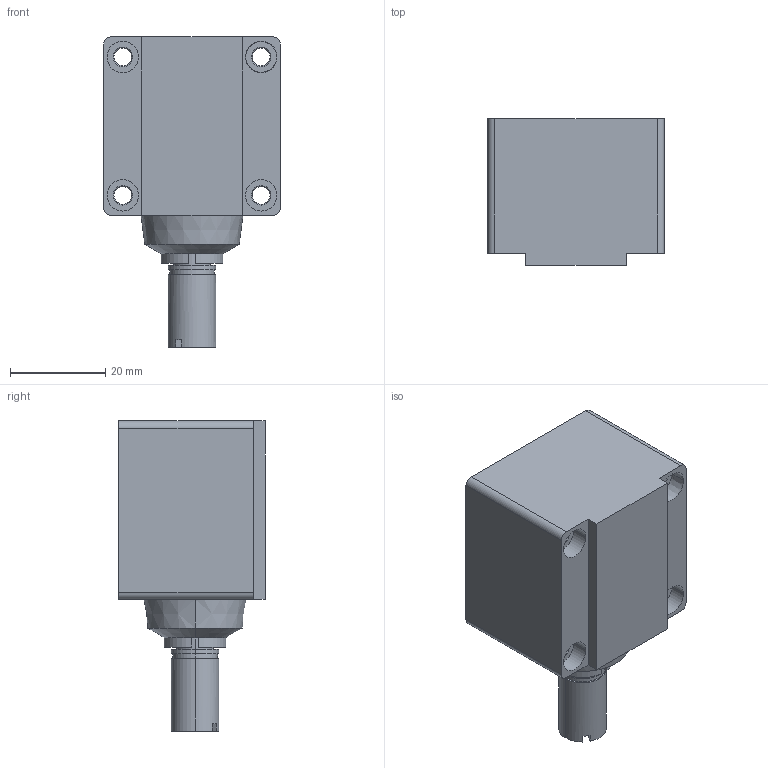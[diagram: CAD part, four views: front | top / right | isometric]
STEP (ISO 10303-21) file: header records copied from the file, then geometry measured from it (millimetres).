
FILE_DESCRIPTION(('STEP AP242'),'1');
FILE_NAME('zc2je01.stp','2021-04-06T11:57:17',('TraceParts'),('TraceParts S.A.'),'Spatial InterOp 3D',' ',' ');
FILE_SCHEMA(('AP242_MANAGED_MODEL_BASED_3D_ENGINEERING_MIM_LF {1 0 10303 442 1 1 4}'));
Length unit declared in the file: millimetre
Products named in the file (1): zc2je01_1
Bounding box: 37 x 30.7 x 65 mm (x, y, z)
Volume: 43638.7 mm3; surface area: 12769.1 mm2
Topology: 4 solids, 4 shells, 188 faces, 432 edges, 270 vertices
Faces by surface type: cylinder 76, plane 58, cone 50, torus 4
Entity records: 5677 total; most frequent: CARTESIAN_POINT 1246, DIRECTION 998, ORIENTED_EDGE 864, EDGE_CURVE 432, AXIS2_PLACEMENT_3D 406, VERTEX_POINT 270, EDGE_LOOP 218, CIRCLE 214
